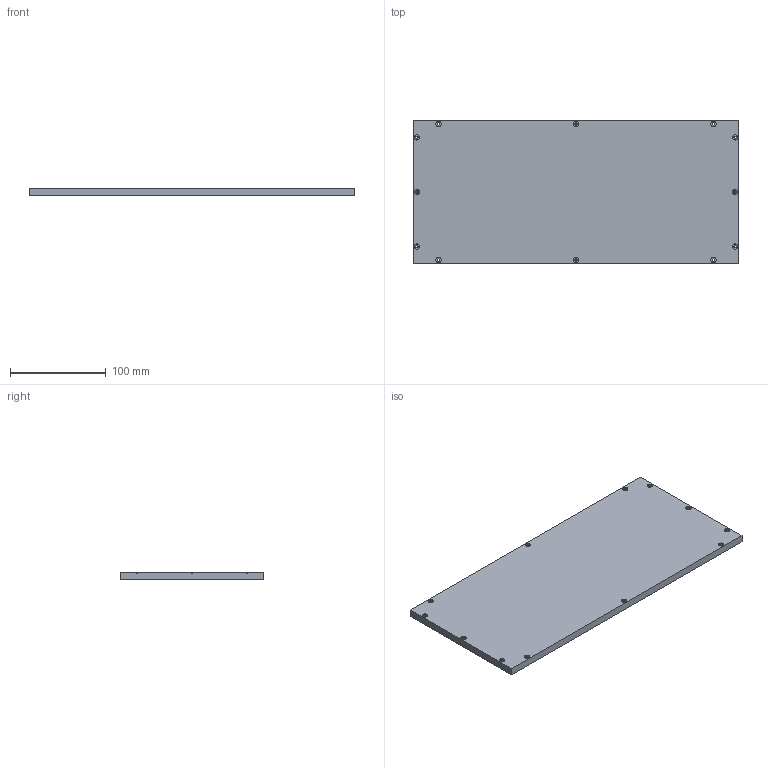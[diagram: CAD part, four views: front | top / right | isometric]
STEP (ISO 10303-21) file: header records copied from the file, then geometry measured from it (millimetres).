
FILE_DESCRIPTION (( 'STEP AP214' ), '1' );
FILE_NAME ('OuterEnclosure_top.step', '2020-10-12T18:41:20', ( '' ), ( '' ), 'SwSTEP 2.0', 'SolidWorks 2019', '' );
FILE_SCHEMA (( 'AUTOMOTIVE_DESIGN' ));
Length unit declared in the file: millimetre
Products named in the file (1): OuterEnclosure_top
Bounding box: 340 x 150 x 8 mm (x, y, z)
Volume: 407253.2 mm3; surface area: 110612.7 mm2
Topology: 1 solids, 1 shells, 66 faces, 156 edges, 104 vertices
Faces by surface type: cylinder 48, plane 18
Entity records: 2038 total; most frequent: DIRECTION 386, CARTESIAN_POINT 327, ORIENTED_EDGE 312, AXIS2_PLACEMENT_3D 163, EDGE_CURVE 156, VERTEX_POINT 104, EDGE_LOOP 102, CIRCLE 96
